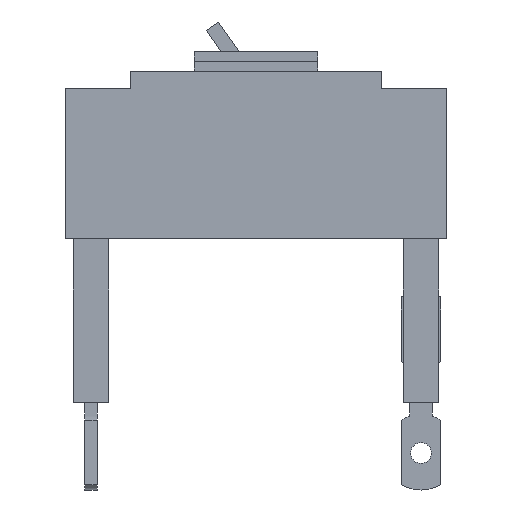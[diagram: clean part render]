
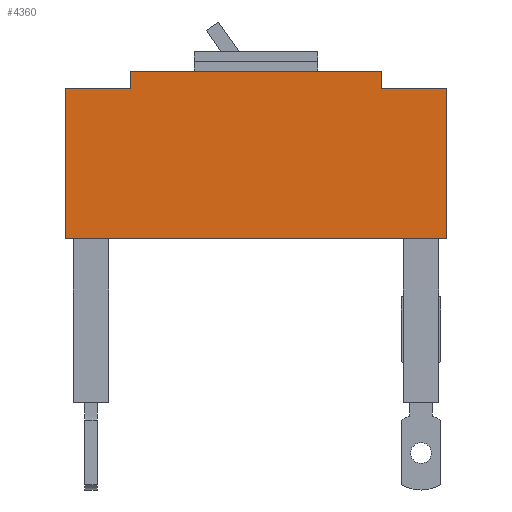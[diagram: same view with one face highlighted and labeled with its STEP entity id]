
A CAD part, left-side view. The second image highlights one B-rep face of the part: STEP entity #4360.
In plain terms, the highlighted planar face has unit normal (-1, 0, 0).
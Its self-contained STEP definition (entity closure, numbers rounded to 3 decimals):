
#3650=CARTESIAN_POINT('',(0.,118.166,0.));
#3660=DIRECTION('',(1.,-0.,0.));
#3670=DIRECTION('',(0.,0.,-1.));
#3680=AXIS2_PLACEMENT_3D('',#3650,#3660,#3670);
#3690=PLANE('',#3680);
#3700=CARTESIAN_POINT('',(0.,0.,-24.));
#3710=DIRECTION('',(0.,1.,0.));
#3720=VECTOR('',#3710,1.);
#3730=LINE('',#3700,#3720);
#3740=CARTESIAN_POINT('',(0.,26.5,-24.));
#3750=VERTEX_POINT('',#3740);
#3760=CARTESIAN_POINT('',(0.,128.5,-24.));
#3770=VERTEX_POINT('',#3760);
#3780=EDGE_CURVE('',#3750,#3770,#3730,.T.);
#3790=ORIENTED_EDGE('',*,*,#3780,.T.);
#3800=CARTESIAN_POINT('',(0.,26.5,0.));
#3810=DIRECTION('',(0.,0.,1.));
#3820=VECTOR('',#3810,1.);
#3830=LINE('',#3800,#3820);
#3840=CARTESIAN_POINT('',(0.,26.5,-31.));
#3850=VERTEX_POINT('',#3840);
#3860=EDGE_CURVE('',#3850,#3750,#3830,.T.);
#3870=ORIENTED_EDGE('',*,*,#3860,.T.);
#3880=CARTESIAN_POINT('',(0.,0.,-31.));
#3890=DIRECTION('',(0.,1.,0.));
#3900=VECTOR('',#3890,1.);
#3910=LINE('',#3880,#3900);
#3920=CARTESIAN_POINT('',(0.,0.,-31.));
#3930=VERTEX_POINT('',#3920);
#3940=EDGE_CURVE('',#3930,#3850,#3910,.T.);
#3950=ORIENTED_EDGE('',*,*,#3940,.T.);
#3960=CARTESIAN_POINT('',(0.,0.,0.));
#3970=DIRECTION('',(0.,0.,-1.));
#3980=VECTOR('',#3970,1.);
#3990=LINE('',#3960,#3980);
#4000=CARTESIAN_POINT('',(0.,0.,-92.));
#4010=VERTEX_POINT('',#4000);
#4020=EDGE_CURVE('',#3930,#4010,#3990,.T.);
#4030=ORIENTED_EDGE('',*,*,#4020,.F.);
#4040=CARTESIAN_POINT('',(0.,0.,-92.));
#4050=DIRECTION('',(0.,-1.,0.));
#4060=VECTOR('',#4050,1.);
#4070=LINE('',#4040,#4060);
#4080=CARTESIAN_POINT('',(0.,155.,-92.));
#4090=VERTEX_POINT('',#4080);
#4100=EDGE_CURVE('',#4090,#4010,#4070,.T.);
#4110=ORIENTED_EDGE('',*,*,#4100,.T.);
#4120=CARTESIAN_POINT('',(0.,155.,0.));
#4130=DIRECTION('',(0.,0.,1.));
#4140=VECTOR('',#4130,1.);
#4150=LINE('',#4120,#4140);
#4160=CARTESIAN_POINT('',(0.,155.,-31.));
#4170=VERTEX_POINT('',#4160);
#4180=EDGE_CURVE('',#4090,#4170,#4150,.T.);
#4190=ORIENTED_EDGE('',*,*,#4180,.F.);
#4200=CARTESIAN_POINT('',(0.,0.,-31.));
#4210=DIRECTION('',(0.,1.,0.));
#4220=VECTOR('',#4210,1.);
#4230=LINE('',#4200,#4220);
#4240=CARTESIAN_POINT('',(0.,128.5,-31.));
#4250=VERTEX_POINT('',#4240);
#4260=EDGE_CURVE('',#4250,#4170,#4230,.T.);
#4270=ORIENTED_EDGE('',*,*,#4260,.T.);
#4280=CARTESIAN_POINT('',(0.,128.5,0.));
#4290=DIRECTION('',(0.,0.,-1.));
#4300=VECTOR('',#4290,1.);
#4310=LINE('',#4280,#4300);
#4320=EDGE_CURVE('',#3770,#4250,#4310,.T.);
#4330=ORIENTED_EDGE('',*,*,#4320,.T.);
#4340=EDGE_LOOP('',(#4330,#4270,#4190,#4110,#4030,#3950,#3870,#3790));
#4350=FACE_OUTER_BOUND('',#4340,.T.);
#4360=ADVANCED_FACE('',(#4350),#3690,.F.);
